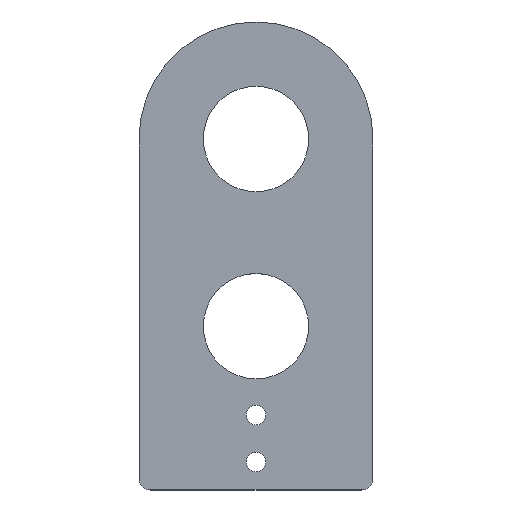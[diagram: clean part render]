
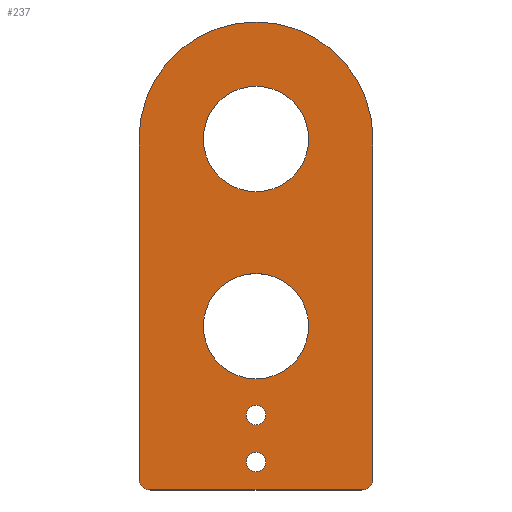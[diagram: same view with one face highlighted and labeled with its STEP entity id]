
A CAD part, top view. The second image highlights one B-rep face of the part: STEP entity #237.
In plain terms, the highlighted planar face has unit normal (0, 0, 1).
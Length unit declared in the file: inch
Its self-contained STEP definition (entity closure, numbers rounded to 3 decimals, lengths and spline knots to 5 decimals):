
#22=FACE_BOUND('',#59,.T.);
#23=FACE_BOUND('',#60,.T.);
#24=FACE_BOUND('',#61,.T.);
#25=FACE_BOUND('',#62,.T.);
#30=PLANE('',#285);
#42=FACE_OUTER_BOUND('',#58,.T.);
#58=EDGE_LOOP('',(#209,#210,#211,#212,#213,#214));
#59=EDGE_LOOP('',(#215));
#60=EDGE_LOOP('',(#216));
#61=EDGE_LOOP('',(#217));
#62=EDGE_LOOP('',(#218));
#67=LINE('',#371,#83);
#72=LINE('',#395,#88);
#78=LINE('',#417,#94);
#83=VECTOR('',#300,0.3937);
#88=VECTOR('',#325,0.3937);
#94=VECTOR('',#353,0.3937);
#95=CIRCLE('',#261,0.125);
#103=CIRCLE('',#272,0.125);
#104=CIRCLE('',#275,1.25);
#105=CIRCLE('',#277,0.1045);
#106=CIRCLE('',#279,0.1045);
#107=CIRCLE('',#281,0.5625);
#108=CIRCLE('',#283,0.5625);
#109=VERTEX_POINT('',#358);
#110=VERTEX_POINT('',#359);
#114=VERTEX_POINT('',#369);
#122=VERTEX_POINT('',#389);
#123=VERTEX_POINT('',#393);
#124=VERTEX_POINT('',#397);
#125=VERTEX_POINT('',#401);
#126=VERTEX_POINT('',#405);
#127=VERTEX_POINT('',#409);
#128=VERTEX_POINT('',#413);
#129=EDGE_CURVE('',#109,#110,#95,.T.);
#135=EDGE_CURVE('',#109,#114,#67,.T.);
#144=EDGE_CURVE('',#122,#114,#103,.T.);
#147=EDGE_CURVE('',#122,#123,#72,.T.);
#148=EDGE_CURVE('',#124,#123,#104,.T.);
#150=EDGE_CURVE('',#125,#125,#105,.T.);
#152=EDGE_CURVE('',#126,#126,#106,.T.);
#154=EDGE_CURVE('',#127,#127,#107,.T.);
#156=EDGE_CURVE('',#128,#128,#108,.T.);
#158=EDGE_CURVE('',#124,#110,#78,.T.);
#209=ORIENTED_EDGE('',*,*,#129,.F.);
#210=ORIENTED_EDGE('',*,*,#135,.T.);
#211=ORIENTED_EDGE('',*,*,#144,.F.);
#212=ORIENTED_EDGE('',*,*,#147,.T.);
#213=ORIENTED_EDGE('',*,*,#148,.F.);
#214=ORIENTED_EDGE('',*,*,#158,.T.);
#215=ORIENTED_EDGE('',*,*,#156,.T.);
#216=ORIENTED_EDGE('',*,*,#154,.T.);
#217=ORIENTED_EDGE('',*,*,#152,.T.);
#218=ORIENTED_EDGE('',*,*,#150,.T.);
#237=ADVANCED_FACE('',(#42,#22,#23,#24,#25),#30,.T.);
#261=AXIS2_PLACEMENT_3D('',#360,#290,#291);
#272=AXIS2_PLACEMENT_3D('',#390,#319,#320);
#275=AXIS2_PLACEMENT_3D('',#398,#328,#329);
#277=AXIS2_PLACEMENT_3D('',#402,#333,#334);
#279=AXIS2_PLACEMENT_3D('',#406,#338,#339);
#281=AXIS2_PLACEMENT_3D('',#410,#343,#344);
#283=AXIS2_PLACEMENT_3D('',#414,#348,#349);
#285=AXIS2_PLACEMENT_3D('',#418,#354,#355);
#290=DIRECTION('center_axis',(0.,0.,-1.));
#291=DIRECTION('ref_axis',(-0.707,-0.707,0.));
#300=DIRECTION('',(1.,0.,0.));
#319=DIRECTION('center_axis',(0.,0.,-1.));
#320=DIRECTION('ref_axis',(0.707,-0.707,0.));
#325=DIRECTION('',(0.,1.,0.));
#328=DIRECTION('center_axis',(0.,0.,-1.));
#329=DIRECTION('ref_axis',(-0.707,0.707,0.));
#333=DIRECTION('center_axis',(0.,0.,-1.));
#334=DIRECTION('ref_axis',(-1.,0.,0.));
#338=DIRECTION('center_axis',(0.,0.,-1.));
#339=DIRECTION('ref_axis',(-1.,0.,0.));
#343=DIRECTION('center_axis',(0.,0.,-1.));
#344=DIRECTION('ref_axis',(-1.,0.,0.));
#348=DIRECTION('center_axis',(0.,0.,-1.));
#349=DIRECTION('ref_axis',(-1.,0.,0.));
#353=DIRECTION('',(0.,-1.,0.));
#354=DIRECTION('center_axis',(0.,0.,1.));
#355=DIRECTION('ref_axis',(1.,0.,0.));
#358=CARTESIAN_POINT('',(0.125,0.,0.13));
#359=CARTESIAN_POINT('',(0.,0.125,0.13));
#360=CARTESIAN_POINT('Origin',(0.125,0.125,0.13));
#369=CARTESIAN_POINT('',(2.375,0.,0.13));
#371=CARTESIAN_POINT('',(0.,0.,0.13));
#389=CARTESIAN_POINT('',(2.5,0.125,0.13));
#390=CARTESIAN_POINT('Origin',(2.375,0.125,0.13));
#393=CARTESIAN_POINT('',(2.5,3.75,0.13));
#395=CARTESIAN_POINT('',(2.5,0.,0.13));
#397=CARTESIAN_POINT('',(0.,3.75,0.13));
#398=CARTESIAN_POINT('Origin',(1.25,3.75,0.13));
#401=CARTESIAN_POINT('',(1.3545,0.3,0.13));
#402=CARTESIAN_POINT('Origin',(1.25,0.3,0.13));
#405=CARTESIAN_POINT('',(1.3545,0.8,0.13));
#406=CARTESIAN_POINT('Origin',(1.25,0.8,0.13));
#409=CARTESIAN_POINT('',(1.8125,1.75,0.13));
#410=CARTESIAN_POINT('Origin',(1.25,1.75,0.13));
#413=CARTESIAN_POINT('',(1.8125,3.75,0.13));
#414=CARTESIAN_POINT('Origin',(1.25,3.75,0.13));
#417=CARTESIAN_POINT('',(0.,5.,0.13));
#418=CARTESIAN_POINT('Origin',(1.25,2.5,0.13));
